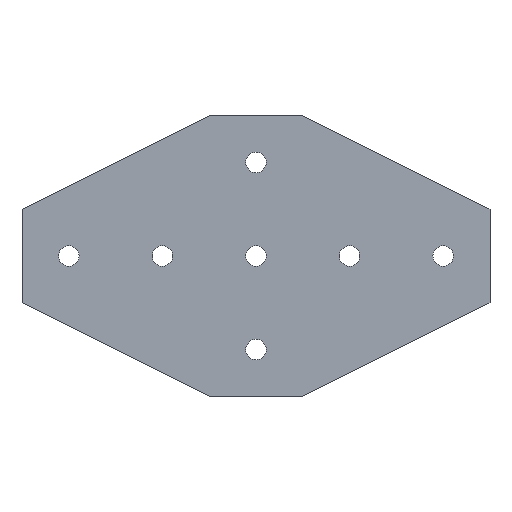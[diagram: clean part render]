
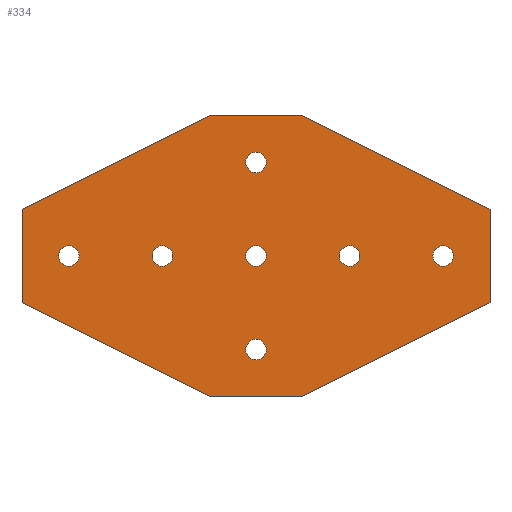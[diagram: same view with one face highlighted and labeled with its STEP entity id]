
A CAD part, top view. The second image highlights one B-rep face of the part: STEP entity #334.
In plain terms, the highlighted planar face has unit normal (0, 0, 1).
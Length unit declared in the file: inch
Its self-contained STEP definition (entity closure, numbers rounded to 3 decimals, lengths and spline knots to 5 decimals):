
#20=CIRCLE('',#357,0.164);
#22=CIRCLE('',#360,0.164);
#24=CIRCLE('',#363,0.164);
#26=CIRCLE('',#366,0.164);
#28=CIRCLE('',#369,0.164);
#30=CIRCLE('',#372,0.164);
#32=CIRCLE('',#375,0.164);
#87=ORIENTED_EDGE('',*,*,#151,.F.);
#88=ORIENTED_EDGE('',*,*,#149,.F.);
#89=ORIENTED_EDGE('',*,*,#147,.F.);
#90=ORIENTED_EDGE('',*,*,#145,.F.);
#91=ORIENTED_EDGE('',*,*,#143,.F.);
#92=ORIENTED_EDGE('',*,*,#141,.F.);
#93=ORIENTED_EDGE('',*,*,#139,.F.);
#94=ORIENTED_EDGE('',*,*,#119,.T.);
#95=ORIENTED_EDGE('',*,*,#123,.T.);
#96=ORIENTED_EDGE('',*,*,#126,.T.);
#97=ORIENTED_EDGE('',*,*,#129,.T.);
#98=ORIENTED_EDGE('',*,*,#132,.T.);
#99=ORIENTED_EDGE('',*,*,#135,.T.);
#100=ORIENTED_EDGE('',*,*,#138,.T.);
#101=ORIENTED_EDGE('',*,*,#154,.T.);
#119=EDGE_CURVE('',#158,#157,#187,.T.);
#123=EDGE_CURVE('',#157,#160,#191,.T.);
#126=EDGE_CURVE('',#160,#162,#194,.T.);
#129=EDGE_CURVE('',#162,#164,#197,.T.);
#132=EDGE_CURVE('',#164,#166,#200,.T.);
#135=EDGE_CURVE('',#166,#168,#203,.T.);
#138=EDGE_CURVE('',#168,#170,#206,.T.);
#139=EDGE_CURVE('',#171,#171,#20,.T.);
#141=EDGE_CURVE('',#173,#173,#22,.T.);
#143=EDGE_CURVE('',#175,#175,#24,.T.);
#145=EDGE_CURVE('',#177,#177,#26,.T.);
#147=EDGE_CURVE('',#179,#179,#28,.T.);
#149=EDGE_CURVE('',#181,#181,#30,.T.);
#151=EDGE_CURVE('',#183,#183,#32,.T.);
#154=EDGE_CURVE('',#170,#158,#208,.T.);
#157=VERTEX_POINT('',#474);
#158=VERTEX_POINT('',#476);
#160=VERTEX_POINT('',#482);
#162=VERTEX_POINT('',#488);
#164=VERTEX_POINT('',#494);
#166=VERTEX_POINT('',#500);
#168=VERTEX_POINT('',#506);
#170=VERTEX_POINT('',#512);
#171=VERTEX_POINT('',#516);
#173=VERTEX_POINT('',#521);
#175=VERTEX_POINT('',#526);
#177=VERTEX_POINT('',#531);
#179=VERTEX_POINT('',#536);
#181=VERTEX_POINT('',#541);
#183=VERTEX_POINT('',#546);
#187=LINE('',#475,#211);
#191=LINE('',#483,#215);
#194=LINE('',#489,#218);
#197=LINE('',#495,#221);
#200=LINE('',#501,#224);
#203=LINE('',#507,#227);
#206=LINE('',#513,#230);
#208=LINE('',#551,#232);
#211=VECTOR('',#386,39.37008);
#215=VECTOR('',#392,39.37008);
#218=VECTOR('',#397,39.37008);
#221=VECTOR('',#402,39.37008);
#224=VECTOR('',#407,39.37008);
#227=VECTOR('',#412,39.37008);
#230=VECTOR('',#417,39.37008);
#232=VECTOR('',#463,39.37008);
#255=EDGE_LOOP('',(#87));
#256=EDGE_LOOP('',(#88));
#257=EDGE_LOOP('',(#89));
#258=EDGE_LOOP('',(#90));
#259=EDGE_LOOP('',(#91));
#260=EDGE_LOOP('',(#92));
#261=EDGE_LOOP('',(#93));
#262=EDGE_LOOP('',(#94,#95,#96,#97,#98,#99,#100,#101));
#293=FACE_BOUND('',#255,.T.);
#294=FACE_BOUND('',#256,.T.);
#295=FACE_BOUND('',#257,.T.);
#296=FACE_BOUND('',#258,.T.);
#297=FACE_BOUND('',#259,.T.);
#298=FACE_BOUND('',#260,.T.);
#299=FACE_BOUND('',#261,.T.);
#300=FACE_BOUND('',#262,.T.);
#317=PLANE('',#378);
#334=ADVANCED_FACE('',(#293,#294,#295,#296,#297,#298,#299,#300),#317,.T.);
#357=AXIS2_PLACEMENT_3D('',#515,#420,#421);
#360=AXIS2_PLACEMENT_3D('',#520,#426,#427);
#363=AXIS2_PLACEMENT_3D('',#525,#432,#433);
#366=AXIS2_PLACEMENT_3D('',#530,#438,#439);
#369=AXIS2_PLACEMENT_3D('',#535,#444,#445);
#372=AXIS2_PLACEMENT_3D('',#540,#450,#451);
#375=AXIS2_PLACEMENT_3D('',#545,#456,#457);
#378=AXIS2_PLACEMENT_3D('',#552,#464,#465);
#386=DIRECTION('',(0.,-1.,0.));
#392=DIRECTION('',(0.894,-0.447,0.));
#397=DIRECTION('',(1.,0.,0.));
#402=DIRECTION('',(0.894,0.447,0.));
#407=DIRECTION('',(0.,1.,0.));
#412=DIRECTION('',(-0.894,0.447,0.));
#417=DIRECTION('',(-1.,0.,0.));
#420=DIRECTION('',(0.,0.,1.));
#421=DIRECTION('',(1.,0.,0.));
#426=DIRECTION('',(0.,0.,1.));
#427=DIRECTION('',(1.,0.,0.));
#432=DIRECTION('',(0.,0.,1.));
#433=DIRECTION('',(1.,0.,0.));
#438=DIRECTION('',(0.,0.,1.));
#439=DIRECTION('',(1.,0.,0.));
#444=DIRECTION('',(0.,0.,1.));
#445=DIRECTION('',(1.,0.,0.));
#450=DIRECTION('',(0.,0.,1.));
#451=DIRECTION('',(1.,0.,0.));
#456=DIRECTION('',(0.,0.,1.));
#457=DIRECTION('',(1.,0.,0.));
#463=DIRECTION('',(-0.894,-0.447,0.));
#464=DIRECTION('',(0.,0.,1.));
#465=DIRECTION('',(1.,0.,0.));
#474=CARTESIAN_POINT('',(-3.75,1.5,0.25));
#475=CARTESIAN_POINT('',(-3.75,3.,0.25));
#476=CARTESIAN_POINT('',(-3.75,3.,0.25));
#482=CARTESIAN_POINT('',(-0.75,0.,0.25));
#483=CARTESIAN_POINT('',(-3.75,1.5,0.25));
#488=CARTESIAN_POINT('',(0.75,0.,0.25));
#489=CARTESIAN_POINT('',(-0.75,0.,0.25));
#494=CARTESIAN_POINT('',(3.75,1.5,0.25));
#495=CARTESIAN_POINT('',(0.75,0.,0.25));
#500=CARTESIAN_POINT('',(3.75,3.,0.25));
#501=CARTESIAN_POINT('',(3.75,1.5,0.25));
#506=CARTESIAN_POINT('',(0.75,4.5,0.25));
#507=CARTESIAN_POINT('',(3.75,3.,0.25));
#512=CARTESIAN_POINT('',(-0.75,4.5,0.25));
#513=CARTESIAN_POINT('',(0.75,4.5,0.25));
#515=CARTESIAN_POINT('',(3.,2.25,0.25));
#516=CARTESIAN_POINT('',(3.164,2.25,0.25));
#520=CARTESIAN_POINT('',(1.5,2.25,0.25));
#521=CARTESIAN_POINT('',(1.664,2.25,0.25));
#525=CARTESIAN_POINT('',(0.,2.25,0.25));
#526=CARTESIAN_POINT('',(0.164,2.25,0.25));
#530=CARTESIAN_POINT('',(0.,3.75,0.25));
#531=CARTESIAN_POINT('',(0.164,3.75,0.25));
#535=CARTESIAN_POINT('',(0.,0.75,0.25));
#536=CARTESIAN_POINT('',(0.164,0.75,0.25));
#540=CARTESIAN_POINT('',(-1.5,2.25,0.25));
#541=CARTESIAN_POINT('',(-1.336,2.25,0.25));
#545=CARTESIAN_POINT('',(-3.,2.25,0.25));
#546=CARTESIAN_POINT('',(-2.836,2.25,0.25));
#551=CARTESIAN_POINT('',(-0.75,4.5,0.25));
#552=CARTESIAN_POINT('',(0.,0.,0.25));
